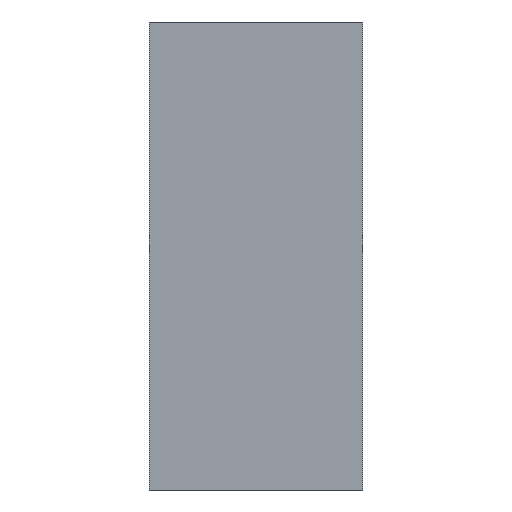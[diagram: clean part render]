
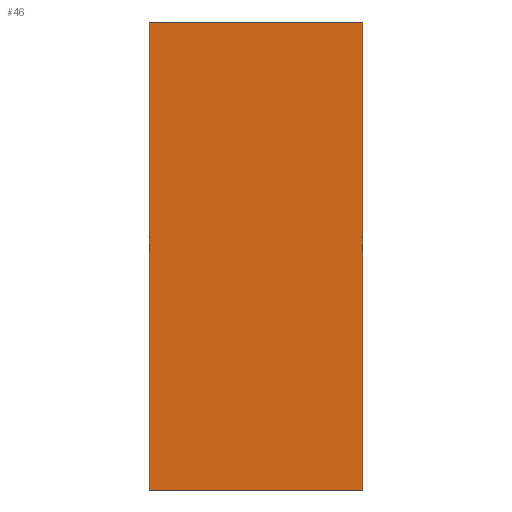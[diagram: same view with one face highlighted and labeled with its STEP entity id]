
A CAD part, left-side view. The second image highlights one B-rep face of the part: STEP entity #46.
In plain terms, the highlighted planar face has unit normal (-1, 0, 0).
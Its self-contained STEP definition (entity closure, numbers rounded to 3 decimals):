
#46 = ADVANCED_FACE( '', ( #95 ), #96, .F. );
#95 = FACE_OUTER_BOUND( '', #144, .T. );
#96 = PLANE( '', #145 );
#144 = EDGE_LOOP( '', ( #211, #212, #213, #214 ) );
#145 = AXIS2_PLACEMENT_3D( '', #215, #216, #217 );
#211 = ORIENTED_EDGE( '', *, *, #261, .T. );
#212 = ORIENTED_EDGE( '', *, *, #246, .F. );
#213 = ORIENTED_EDGE( '', *, *, #266, .F. );
#214 = ORIENTED_EDGE( '', *, *, #263, .T. );
#215 = CARTESIAN_POINT( '', ( -348., 31., 136. ) );
#216 = DIRECTION( '', ( 1., 0., 0. ) );
#217 = DIRECTION( '', ( 0., 0., -1. ) );
#246 = EDGE_CURVE( '', #278, #273, #280, .T. );
#261 = EDGE_CURVE( '', #302, #273, #304, .T. );
#263 = EDGE_CURVE( '', #306, #302, #307, .T. );
#266 = EDGE_CURVE( '', #306, #278, #310, .T. );
#273 = VERTEX_POINT( '', #319 );
#278 = VERTEX_POINT( '', #326 );
#280 = LINE( '', #329, #330 );
#302 = VERTEX_POINT( '', #355 );
#304 = LINE( '', #358, #359 );
#306 = VERTEX_POINT( '', #361 );
#307 = LINE( '', #362, #363 );
#310 = LINE( '', #367, #368 );
#319 = CARTESIAN_POINT( '', ( -348., -31., 0. ) );
#326 = CARTESIAN_POINT( '', ( -348., -31., 136. ) );
#329 = CARTESIAN_POINT( '', ( -348., -31., 136. ) );
#330 = VECTOR( '', #379, 1000. );
#355 = CARTESIAN_POINT( '', ( -348., 31., 0. ) );
#358 = CARTESIAN_POINT( '', ( -348., 31., 0. ) );
#359 = VECTOR( '', #402, 1000. );
#361 = CARTESIAN_POINT( '', ( -348., 31., 136. ) );
#362 = CARTESIAN_POINT( '', ( -348., 31., 136. ) );
#363 = VECTOR( '', #403, 1000. );
#367 = CARTESIAN_POINT( '', ( -348., 31., 136. ) );
#368 = VECTOR( '', #405, 1000. );
#379 = DIRECTION( '', ( 0., 0., -1. ) );
#402 = DIRECTION( '', ( 0., -1., 0. ) );
#403 = DIRECTION( '', ( 0., 0., -1. ) );
#405 = DIRECTION( '', ( 0., -1., 0. ) );
